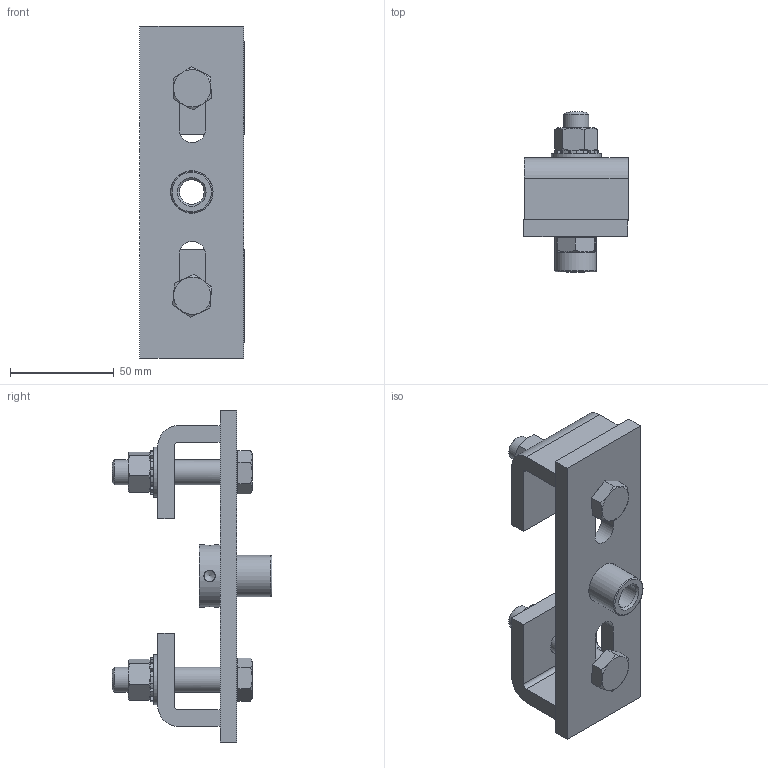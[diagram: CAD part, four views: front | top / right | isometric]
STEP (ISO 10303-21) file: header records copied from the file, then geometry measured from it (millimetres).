
FILE_DESCRIPTION(/* description */ (''),/* implementation_level */ '2;1');
FILE_NAME(/* name */ '6262.stp',/* time_stamp */ '2017-05-30T15:20:07+02:00',/* author */ ('Giuliano'),/* organization */ (''),/* preprocessor_version */ 'ST-DEVELOPER v16.5',/* originating_system */ 'Autodesk Inventor 2017',/* authorisation */ '');
FILE_SCHEMA (('AUTOMOTIVE_DESIGN { 1 0 10303 214 3 1 1 }'));
Length unit declared in the file: millimetre
Products named in the file (1): Pièce1
Bounding box: 50.25 x 77 x 160 mm (x, y, z)
Volume: 138379.1 mm3; surface area: 46489.2 mm2
Topology: 1 solids, 1 shells, 290 faces, 744 edges, 472 vertices
Faces by surface type: plane 143, cylinder 102, cone 44, torus 1
Full cylindrical faces by diameter (mm): 5.5 x4, 11.835 x1, 12 x4, 12.1 x2, 12.5 x2, 13 x2, 16.63 x2, 20 x1, 20.5 x1, 24 x2, 30 x1
Entity records: 8875 total; most frequent: CARTESIAN_POINT 1725, DIRECTION 1480, ORIENTED_EDGE 1390, EDGE_CURVE 695, AXIS2_PLACEMENT_3D 574, VERTEX_POINT 455, EDGE_LOOP 348, LINE 332
